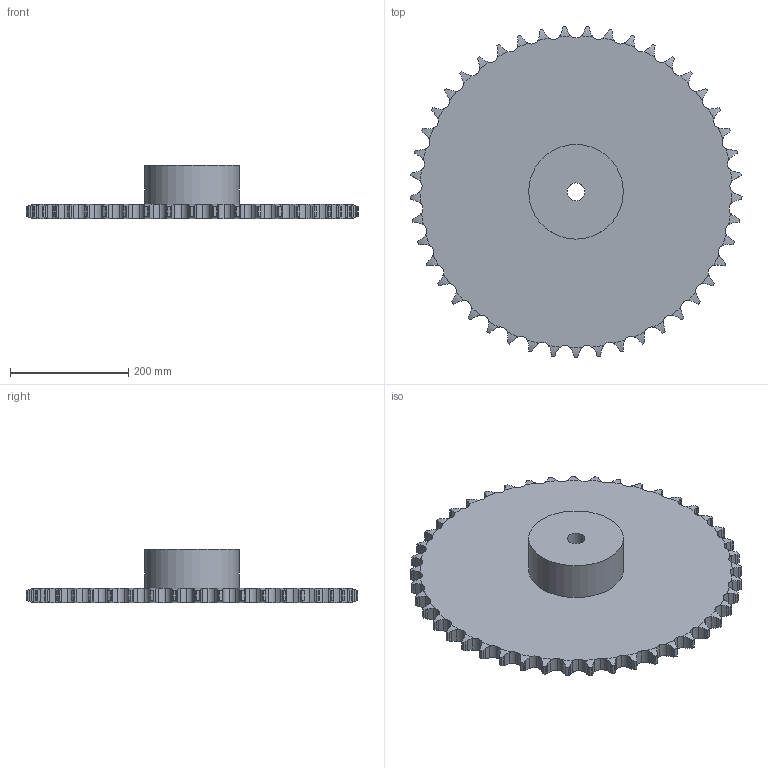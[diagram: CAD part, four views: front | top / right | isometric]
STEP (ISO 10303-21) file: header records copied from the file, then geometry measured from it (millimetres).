
FILE_DESCRIPTION(('FreeCAD Model'),'2;1');
FILE_NAME('Open CASCADE Shape Model','2021-06-20T09:26:04',('FreeCAD'),( 'FreeCAD'),'Open CASCADE STEP processor 7.4','FreeCAD','Unknown');
FILE_SCHEMA(('AUTOMOTIVE_DESIGN { 1 0 10303 214 1 1 1 1 }'));
Products named in the file (1): Open CASCADE STEP translator 7.4 70
Bounding box: 561 x 560.67 x 90 mm (x, y, z)
Volume: 6669000.5 mm3; surface area: 550922.4 mm2
Topology: 1 solids, 1 shells, 503 faces, 1498 edges, 999 vertices
Faces by surface type: cylinder 317, plane 94, torus 92
Full cylindrical faces by diameter (mm): 30 x1, 160 x1
Entity records: 46124 total; most frequent: CARTESIAN_POINT 20895, DIRECTION 3432, ORIENTED_EDGE 2996, PCURVE 2996, DEFINITIONAL_REPRESENTATION 2996, B_SPLINE_CURVE_WITH_KNOTS 2166, LINE 1681, VECTOR 1681
